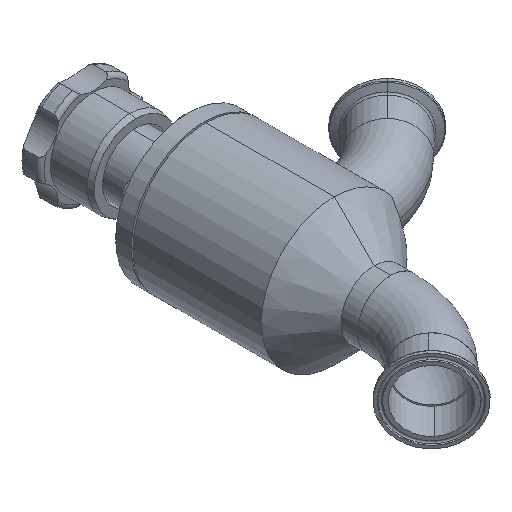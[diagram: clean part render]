
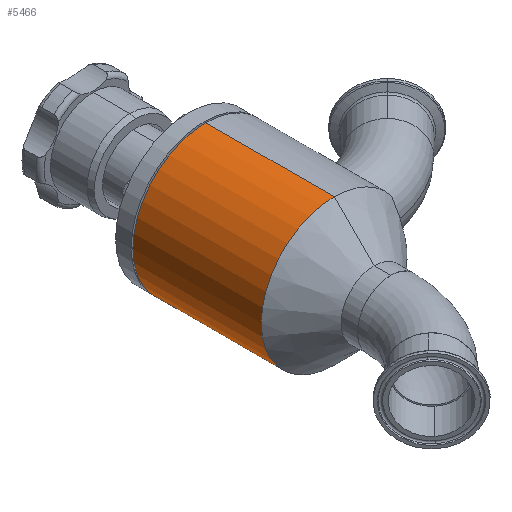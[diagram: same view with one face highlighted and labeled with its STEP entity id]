
A CAD part, isometric view. The second image highlights one B-rep face of the part: STEP entity #5466.
In plain terms, the highlighted cylindrical face has radius 56.274 mm (diameter 112.547 mm), a partial arc.
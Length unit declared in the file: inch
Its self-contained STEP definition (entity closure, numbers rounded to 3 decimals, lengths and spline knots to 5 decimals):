
#429 = EDGE_LOOP ( 'NONE', ( #2773, #4787, #6444, #4488 ) ) ;
#794 = CARTESIAN_POINT ( 'NONE',  ( 0., 2.315, 2.2155 ) ) ;
#911 = EDGE_CURVE ( 'NONE', #6659, #5414, #2515, .T. ) ;
#933 = EDGE_CURVE ( 'NONE', #4394, #6659, #3095, .T. ) ;
#1340 = DIRECTION ( 'NONE',  ( 0., 0., 1. ) ) ;
#1381 = VERTEX_POINT ( 'NONE', #5963 ) ;
#1489 = CARTESIAN_POINT ( 'NONE',  ( 0., 3.65328, -2.2155 ) ) ;
#2381 = AXIS2_PLACEMENT_3D ( 'NONE', #2837, #2790, #4441 ) ;
#2448 = CARTESIAN_POINT ( 'NONE',  ( 0., 2.315, 0. ) ) ;
#2498 = CYLINDRICAL_SURFACE ( 'NONE', #2700, 2.2155 ) ;
#2515 = LINE ( 'NONE', #5408, #3842 ) ;
#2700 = AXIS2_PLACEMENT_3D ( 'NONE', #6629, #3907, #6103 ) ;
#2773 = ORIENTED_EDGE ( 'NONE', *, *, #5764, .F. ) ;
#2790 = DIRECTION ( 'NONE',  ( 0., 1., 0. ) ) ;
#2837 = CARTESIAN_POINT ( 'NONE',  ( 0., -1.5875, 0. ) ) ;
#2855 = DIRECTION ( 'NONE',  ( 0., 1., 0. ) ) ;
#2976 = AXIS2_PLACEMENT_3D ( 'NONE', #2448, #6127, #1340 ) ;
#3095 = CIRCLE ( 'NONE', #2381, 2.2155 ) ;
#3389 = EDGE_CURVE ( 'NONE', #1381, #5414, #4327, .T. ) ;
#3402 = CARTESIAN_POINT ( 'NONE',  ( 0., -1.5875, 2.2155 ) ) ;
#3418 = VECTOR ( 'NONE', #6206, 39.37008 ) ;
#3842 = VECTOR ( 'NONE', #2855, 39.37008 ) ;
#3907 = DIRECTION ( 'NONE',  ( 0., 1., 0. ) ) ;
#4246 = FACE_OUTER_BOUND ( 'NONE', #429, .T. ) ;
#4327 = CIRCLE ( 'NONE', #2976, 2.2155 ) ;
#4346 = CARTESIAN_POINT ( 'NONE',  ( 0., -1.5875, -2.2155 ) ) ;
#4394 = VERTEX_POINT ( 'NONE', #4346 ) ;
#4441 = DIRECTION ( 'NONE',  ( 0., 0., 1. ) ) ;
#4488 = ORIENTED_EDGE ( 'NONE', *, *, #3389, .F. ) ;
#4787 = ORIENTED_EDGE ( 'NONE', *, *, #933, .T. ) ;
#5408 = CARTESIAN_POINT ( 'NONE',  ( 0., 3.65328, 2.2155 ) ) ;
#5414 = VERTEX_POINT ( 'NONE', #794 ) ;
#5466 = ADVANCED_FACE ( 'NONE', ( #4246 ), #2498, .T. ) ;
#5555 = LINE ( 'NONE', #1489, #3418 ) ;
#5764 = EDGE_CURVE ( 'NONE', #4394, #1381, #5555, .T. ) ;
#5963 = CARTESIAN_POINT ( 'NONE',  ( 0., 2.315, -2.2155 ) ) ;
#6103 = DIRECTION ( 'NONE',  ( 0., 0., 1. ) ) ;
#6127 = DIRECTION ( 'NONE',  ( 0., 1., 0. ) ) ;
#6206 = DIRECTION ( 'NONE',  ( 0., 1., 0. ) ) ;
#6444 = ORIENTED_EDGE ( 'NONE', *, *, #911, .T. ) ;
#6629 = CARTESIAN_POINT ( 'NONE',  ( 0., 3.65328, 0. ) ) ;
#6659 = VERTEX_POINT ( 'NONE', #3402 ) ;
